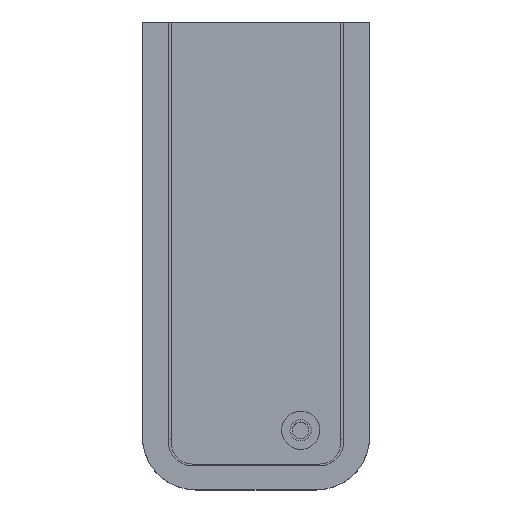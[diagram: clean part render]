
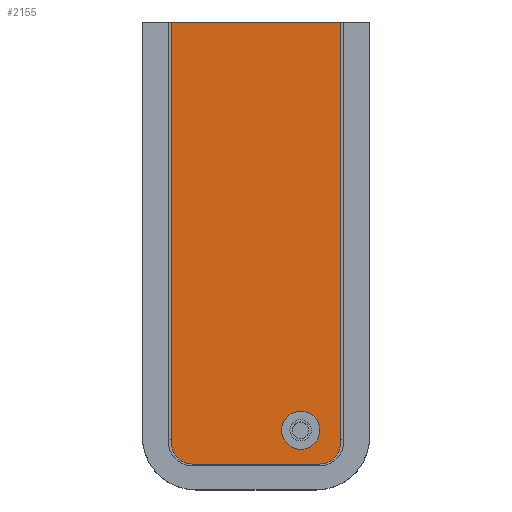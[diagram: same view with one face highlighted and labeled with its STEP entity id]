
A CAD part, top view. The second image highlights one B-rep face of the part: STEP entity #2155.
In plain terms, the highlighted planar face has unit normal (0, 0, 1).
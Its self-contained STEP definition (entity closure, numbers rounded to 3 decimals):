
#72=FACE_BOUND('',#374,.T.);
#122=PLANE('',#2395);
#245=FACE_OUTER_BOUND('',#373,.T.);
#373=EDGE_LOOP('',(#1977,#1978,#1979,#1980,#1981,#1982));
#374=EDGE_LOOP('',(#1983));
#543=LINE('',#4039,#720);
#545=LINE('',#4044,#722);
#550=LINE('',#4054,#727);
#551=LINE('',#4056,#728);
#720=VECTOR('',#3000,10.);
#722=VECTOR('',#3004,10.);
#727=VECTOR('',#3015,10.);
#728=VECTOR('',#3018,10.);
#827=CIRCLE('',#2357,2.);
#839=CIRCLE('',#2390,2.2);
#840=CIRCLE('',#2394,2.2);
#999=VERTEX_POINT('',#3936);
#1033=VERTEX_POINT('',#4036);
#1034=VERTEX_POINT('',#4038);
#1035=VERTEX_POINT('',#4042);
#1036=VERTEX_POINT('',#4043);
#1037=VERTEX_POINT('',#4048);
#1038=VERTEX_POINT('',#4052);
#1293=EDGE_CURVE('',#999,#999,#827,.T.);
#1343=EDGE_CURVE('',#1034,#1033,#543,.T.);
#1345=EDGE_CURVE('',#1035,#1036,#545,.T.);
#1348=EDGE_CURVE('',#1036,#1037,#839,.T.);
#1351=EDGE_CURVE('',#1037,#1038,#550,.T.);
#1352=EDGE_CURVE('',#1034,#1038,#551,.T.);
#1353=EDGE_CURVE('',#1033,#1035,#840,.T.);
#1977=ORIENTED_EDGE('',*,*,#1353,.T.);
#1978=ORIENTED_EDGE('',*,*,#1345,.T.);
#1979=ORIENTED_EDGE('',*,*,#1348,.T.);
#1980=ORIENTED_EDGE('',*,*,#1351,.T.);
#1981=ORIENTED_EDGE('',*,*,#1352,.F.);
#1982=ORIENTED_EDGE('',*,*,#1343,.T.);
#1983=ORIENTED_EDGE('',*,*,#1293,.T.);
#2155=ADVANCED_FACE('',(#245,#72),#122,.T.);
#2357=AXIS2_PLACEMENT_3D('',#3937,#2902,#2903);
#2390=AXIS2_PLACEMENT_3D('',#4049,#3009,#3010);
#2394=AXIS2_PLACEMENT_3D('',#4058,#3021,#3022);
#2395=AXIS2_PLACEMENT_3D('',#4059,#3023,#3024);
#2902=DIRECTION('center_axis',(0.,0.,-1.));
#2903=DIRECTION('ref_axis',(-1.,0.,0.));
#3000=DIRECTION('',(0.,-1.,0.));
#3004=DIRECTION('',(1.,0.,0.));
#3009=DIRECTION('center_axis',(0.,0.,1.));
#3010=DIRECTION('ref_axis',(0.,-1.,0.));
#3015=DIRECTION('',(0.,1.,0.));
#3018=DIRECTION('',(1.,0.,0.));
#3021=DIRECTION('center_axis',(0.,0.,1.));
#3022=DIRECTION('ref_axis',(-1.,0.,0.));
#3023=DIRECTION('center_axis',(0.,0.,1.));
#3024=DIRECTION('ref_axis',(1.,0.,0.));
#3936=CARTESIAN_POINT('',(6.69,-22.445,10.25));
#3937=CARTESIAN_POINT('Origin',(4.69,-22.445,10.25));
#4036=CARTESIAN_POINT('',(-8.89,-23.795,10.25));
#4038=CARTESIAN_POINT('',(-8.89,20.445,10.25));
#4039=CARTESIAN_POINT('',(-8.89,20.445,10.25));
#4042=CARTESIAN_POINT('',(-6.69,-25.995,10.25));
#4043=CARTESIAN_POINT('',(6.69,-25.995,10.25));
#4044=CARTESIAN_POINT('',(-6.69,-25.995,10.25));
#4048=CARTESIAN_POINT('',(8.89,-23.795,10.25));
#4049=CARTESIAN_POINT('Origin',(6.69,-23.795,10.25));
#4052=CARTESIAN_POINT('',(8.89,20.445,10.25));
#4054=CARTESIAN_POINT('',(8.89,-23.795,10.25));
#4056=CARTESIAN_POINT('',(-8.89,20.445,10.25));
#4058=CARTESIAN_POINT('Origin',(-6.69,-23.795,10.25));
#4059=CARTESIAN_POINT('Origin',(0.,-2.775,10.25));
